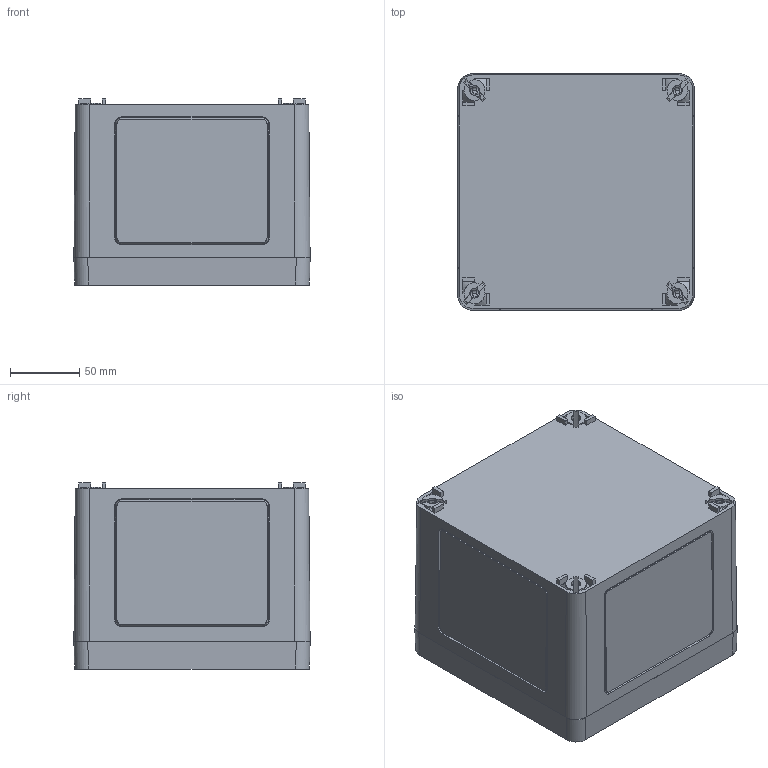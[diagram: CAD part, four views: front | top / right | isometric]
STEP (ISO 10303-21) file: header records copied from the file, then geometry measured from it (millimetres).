
FILE_DESCRIPTION (( 'STEP AP214' ), '1' );
FILE_NAME ('17021000.STEP', '2021-06-21T14:23:59', ( '' ), ( '' ), 'SwSTEP 2.0', 'SolidWorks 2020', '' );
FILE_SCHEMA (( 'AUTOMOTIVE_DESIGN' ));
Length unit declared in the file: millimetre
Products named in the file (5): 39112; 17021000; 39221; 39220; 39102
Assembly tree (10 placements, depth 2):
  17021000
    39102
    39112
    39220  x4
    39221  x4
Bounding box: 170 x 170 x 134 mm (x, y, z)
Volume: 617163.6 mm3; surface area: 377575 mm2
Topology: 13 solids, 13 shells, 1416 faces, 3756 edges, 2391 vertices
Faces by surface type: plane 848, cylinder 332, cone 144, torus 56, bspline 36
Full cylindrical faces by diameter (mm): 2 x8, 8 x16, 15.5 x4, 19 x8, 20 x4
Entity records: 33769 total; most frequent: CARTESIAN_POINT 7819, ORIENTED_EDGE 5464, DIRECTION 5224, EDGE_CURVE 2732, AXIS2_PLACEMENT_3D 1832, VERTEX_POINT 1759, LINE 1560, VECTOR 1560
